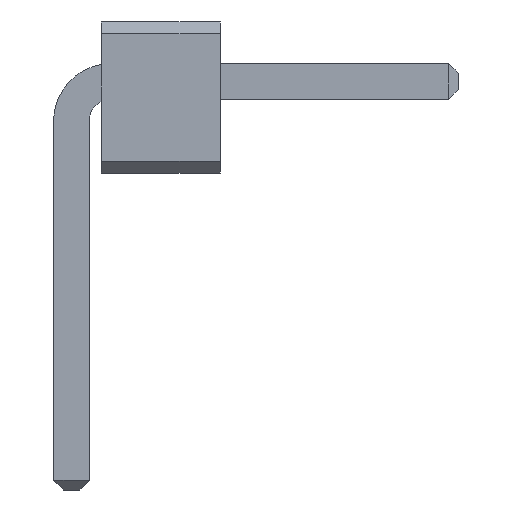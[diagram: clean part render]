
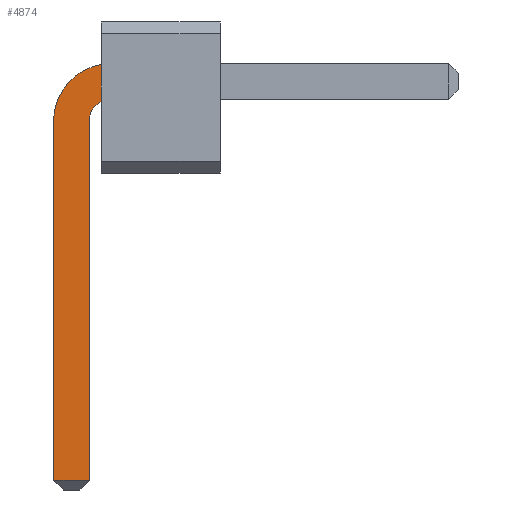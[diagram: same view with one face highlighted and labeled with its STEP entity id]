
A CAD part, front view. The second image highlights one B-rep face of the part: STEP entity #4874.
In plain terms, the highlighted planar face has unit normal (0, -1, 0).
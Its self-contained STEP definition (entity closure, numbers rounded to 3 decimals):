
#1692 = VERTEX_POINT('',#1693);
#1693 = CARTESIAN_POINT('',(0.25,-9.15,0.779));
#1701 = EDGE_CURVE('',#1692,#1702,#1704,.T.);
#1702 = VERTEX_POINT('',#1703);
#1703 = CARTESIAN_POINT('',(0.25,-9.15,0.467));
#1704 = LINE('',#1705,#1706);
#1705 = CARTESIAN_POINT('',(0.25,-9.15,0.1));
#1706 = VECTOR('',#1707,1.);
#1707 = DIRECTION('',(0.,0.,-1.));
#4789 = VERTEX_POINT('',#4790);
#4790 = CARTESIAN_POINT('',(-0.15,-9.15,0.335));
#4796 = EDGE_CURVE('',#4789,#1692,#4797,.T.);
#4797 = CIRCLE('',#4798,0.485);
#4798 = AXIS2_PLACEMENT_3D('',#4799,#4800,#4801);
#4799 = CARTESIAN_POINT('',(0.333,-9.15,0.302));
#4800 = DIRECTION('',(0.,1.,0.));
#4801 = DIRECTION('',(-0.998,0.,
0.069));
#4855 = EDGE_CURVE('',#1702,#4856,#4858,.T.);
#4856 = VERTEX_POINT('',#4857);
#4857 = CARTESIAN_POINT('',(0.15,-9.15,0.335));
#4858 = CIRCLE('',#4859,0.194);
#4859 = AXIS2_PLACEMENT_3D('',#4860,#4861,#4862);
#4860 = CARTESIAN_POINT('',(0.34,-9.15,0.295));
#4861 = DIRECTION('',(0.,-1.,0.));
#4862 = DIRECTION('',(-0.207,0.,0.978)
);
#4874 = ADVANCED_FACE('',(#4875),#4902,.F.);
#4875 = FACE_BOUND('',#4876,.F.);
#4876 = EDGE_LOOP('',(#4877,#4878,#4879,#4887,#4895,#4901));
#4877 = ORIENTED_EDGE('',*,*,#1701,.T.);
#4878 = ORIENTED_EDGE('',*,*,#4855,.T.);
#4879 = ORIENTED_EDGE('',*,*,#4880,.T.);
#4880 = EDGE_CURVE('',#4856,#4881,#4883,.T.);
#4881 = VERTEX_POINT('',#4882);
#4882 = CARTESIAN_POINT('',(0.15,-9.15,-2.72));
#4883 = LINE('',#4884,#4885);
#4884 = CARTESIAN_POINT('',(0.15,-9.15,0.335));
#4885 = VECTOR('',#4886,1.);
#4886 = DIRECTION('',(0.,0.,-1.));
#4887 = ORIENTED_EDGE('',*,*,#4888,.T.);
#4888 = EDGE_CURVE('',#4881,#4889,#4891,.T.);
#4889 = VERTEX_POINT('',#4890);
#4890 = CARTESIAN_POINT('',(-0.15,-9.15,-2.72));
#4891 = LINE('',#4892,#4893);
#4892 = CARTESIAN_POINT('',(0.15,-9.15,-2.72));
#4893 = VECTOR('',#4894,1.);
#4894 = DIRECTION('',(-1.,0.,0.));
#4895 = ORIENTED_EDGE('',*,*,#4896,.T.);
#4896 = EDGE_CURVE('',#4889,#4789,#4897,.T.);
#4897 = LINE('',#4898,#4899);
#4898 = CARTESIAN_POINT('',(-0.15,-9.15,-2.8));
#4899 = VECTOR('',#4900,1.);
#4900 = DIRECTION('',(0.,0.,1.));
#4901 = ORIENTED_EDGE('',*,*,#4796,.T.);
#4902 = PLANE('',#4903);
#4903 = AXIS2_PLACEMENT_3D('',#4904,#4905,#4906);
#4904 = CARTESIAN_POINT('',(0.841,-9.15,-0.301));
#4905 = DIRECTION('',(0.,1.,-0.));
#4906 = DIRECTION('',(0.,0.,-1.));
